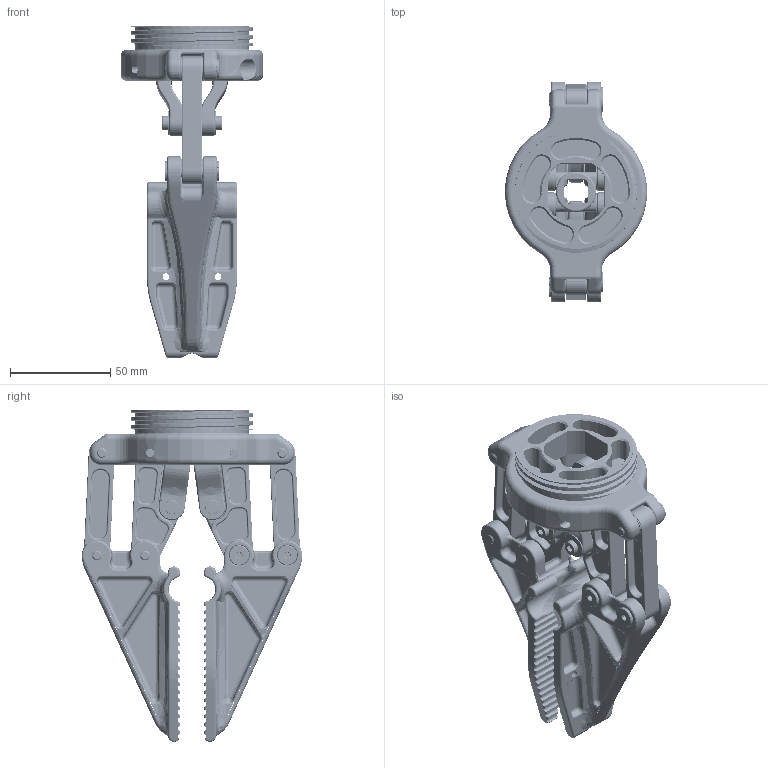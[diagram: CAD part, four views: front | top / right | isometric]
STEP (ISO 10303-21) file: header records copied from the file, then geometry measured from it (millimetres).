
FILE_DESCRIPTION (( 'STEP AP214' ), '1' );
FILE_NAME ('RS2-1034-V002.STEP', '2021-02-09T21:11:53', ( '' ), ( '' ), 'SwSTEP 2.0', 'SolidWorks 2019', '' );
FILE_SCHEMA (( 'AUTOMOTIVE_DESIGN' ));
Length unit declared in the file: millimetre
Products named in the file (10): RS2-283; RS2-256; RS2-278; RS2-258; RS2-1034-V002; 90263A257_316 STAINLESS STEEL PRECISION SHOULDER SCREW_90263A257; BOLT-SL-M4LX_BOLT-SH-M4L10; XFM-0608-04; RS2-281; RS2-282
Assembly tree (56 placements, depth 2):
  RS2-1034-V002
    RS2-256
    RS2-283
    XFM-0608-04  x28
    RS2-258  x4
    BOLT-SL-M4LX_BOLT-SH-M4L10  x8
    RS2-278  x2
    RS2-281  x2
    RS2-282  x2
    90263A257_316 STAINLESS STEEL PRECISION SHOULDER SCREW_90263A257  x8
Bounding box: 71 x 109.9 x 165.44 mm (x, y, z)
Volume: 168145.1 mm3; surface area: 108370.1 mm2
Topology: 56 solids, 56 shells, 3331 faces, 7899 edges, 4677 vertices
Faces by surface type: cylinder 1379, plane 688, torus 532, bspline 433, cone 219, sphere 80
Entity records: 60014 total; most frequent: CARTESIAN_POINT 25041, ORIENTED_EDGE 7248, DIRECTION 7238, EDGE_CURVE 3624, AXIS2_PLACEMENT_3D 3035, VERTEX_POINT 2150, CIRCLE 1672, EDGE_LOOP 1614
